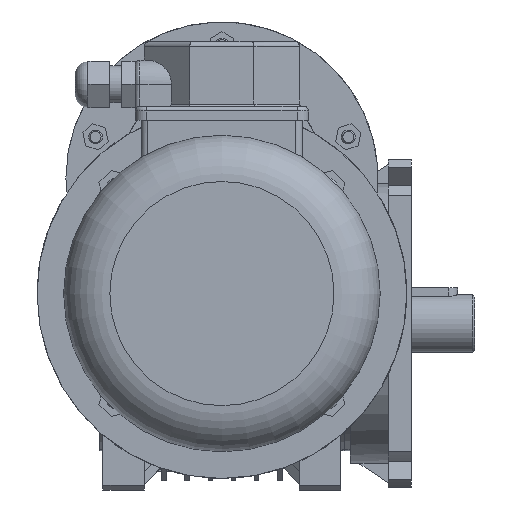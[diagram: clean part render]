
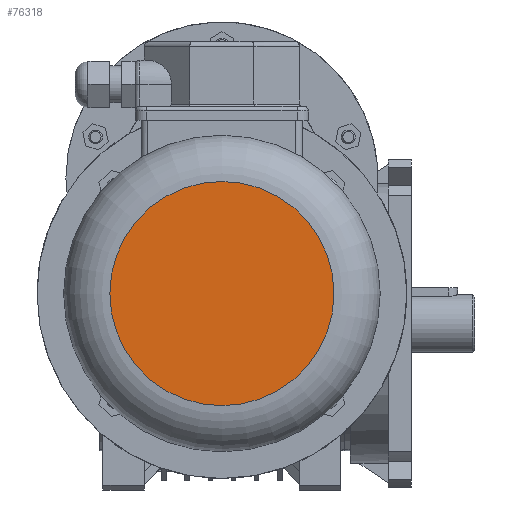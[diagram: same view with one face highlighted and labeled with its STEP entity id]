
A CAD part, left-side view. The second image highlights one B-rep face of the part: STEP entity #76318.
In plain terms, the highlighted planar face has unit normal (-1, 0, 0).
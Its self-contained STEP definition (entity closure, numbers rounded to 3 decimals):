
#76289=CARTESIAN_POINT('',(-366.,-48.5,13.));
#76290=VERTEX_POINT('',#76289);
#76300=CARTESIAN_POINT('',(-366.,0.,13.));
#76301=DIRECTION('',(-1.,0.,0.));
#76302=DIRECTION('',(-0.,-1.,-0.));
#76303=AXIS2_PLACEMENT_3D('',#76300,#76301,#76302);
#76304=CIRCLE('',#76303,48.5);
#76305=EDGE_CURVE('',#76290,#76290,#76304,.T.);
#76310=CARTESIAN_POINT('',(-366.,0.,61.5));
#76311=DIRECTION('',(1.,-0.,0.));
#76312=DIRECTION('',(0.,1.,0.));
#76313=AXIS2_PLACEMENT_3D('',#76310,#76311,#76312);
#76314=PLANE('',#76313);
#76315=ORIENTED_EDGE('',*,*,#76305,.T.);
#76316=EDGE_LOOP('',(#76315));
#76317=FACE_BOUND('',#76316,.T.);
#76318=ADVANCED_FACE('',(#76317),#76314,.F.);
